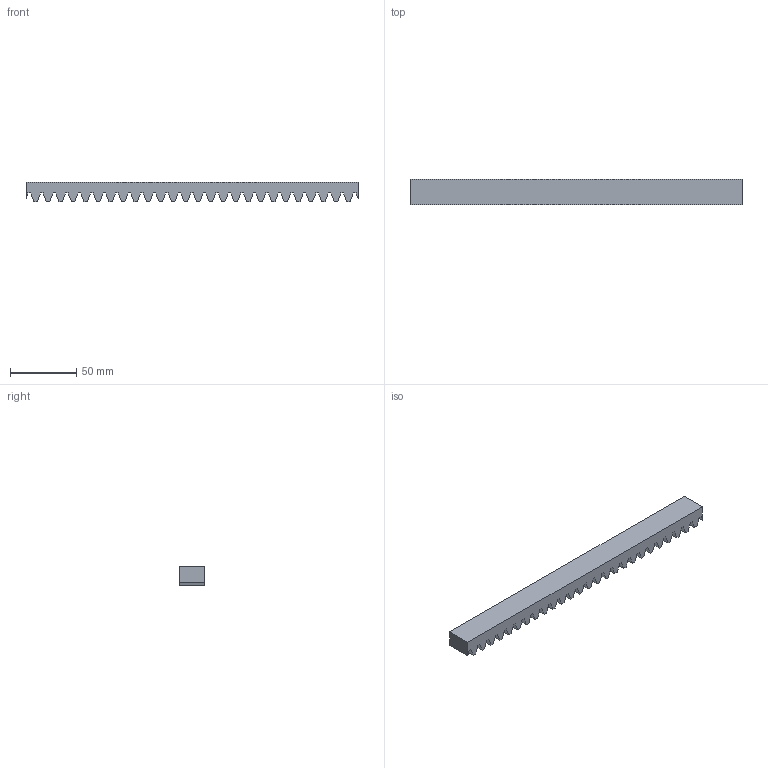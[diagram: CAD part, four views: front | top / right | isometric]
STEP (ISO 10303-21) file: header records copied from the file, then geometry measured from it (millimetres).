
FILE_DESCRIPTION(('STEP AP214'),'1');
FILE_NAME('149-030-602.stp','2017-10-09T08:01:42',('TraceParts'),('TraceParts S.A.'),'Spatial InterOp 3D',' ',' ');
FILE_SCHEMA(('automotive_design'));
Length unit declared in the file: millimetre
Products named in the file (1): 149-030-602
Bounding box: 250 x 19.4 x 15 mm (x, y, z)
Volume: 57104 mm3; surface area: 20944.5 mm2
Topology: 1 solids, 1 shells, 112 faces, 330 edges, 220 vertices
Faces by surface type: plane 112
Entity records: 4575 total; most frequent: CARTESIAN_POINT 663, ORIENTED_EDGE 660, DIRECTION 556, EDGE_CURVE 330, LINE 330, VECTOR 330, VERTEX_POINT 220, STYLED_ITEM 113
